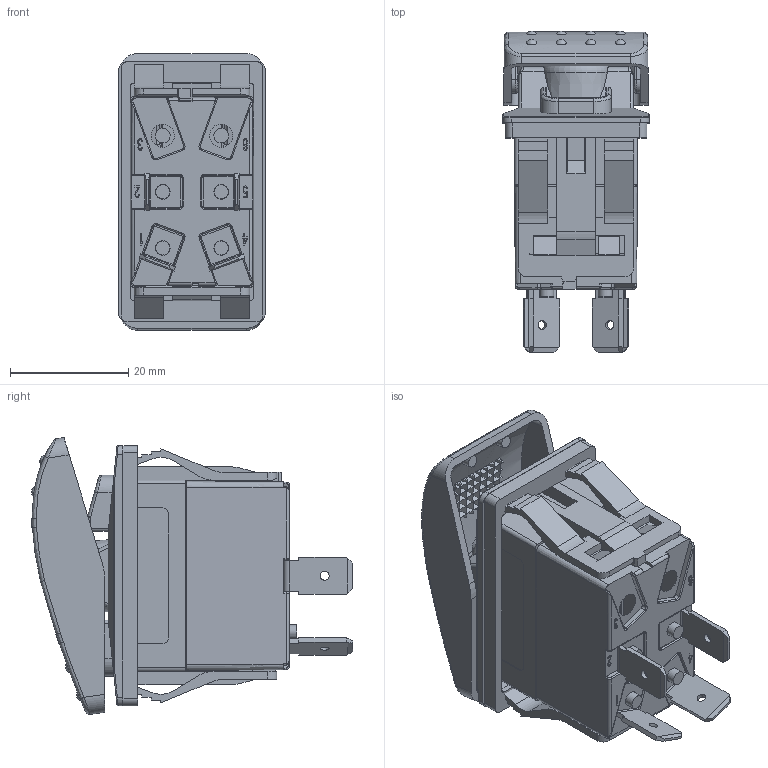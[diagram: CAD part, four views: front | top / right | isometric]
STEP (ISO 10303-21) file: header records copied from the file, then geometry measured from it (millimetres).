
FILE_DESCRIPTION(/* description */ (''),/* implementation_level */ '2;1');
FILE_NAME(/* name */ 'GRB114_3D Model 4 20 21.stp',/* time_stamp */ '2021-04-20T09:20:50-04:00',/* author */ ('dwiltbank'),/* organization */ (''),/* preprocessor_version */ 'ST-DEVELOPER v18.1',/* originating_system */ 'Autodesk Inventor 2020',/* authorisation */ '');
FILE_SCHEMA (('AUTOMOTIVE_DESIGN { 1 0 10303 214 3 1 1 }'));
Products named in the file (1): GRB114_3D Model_Shrinkwrap_1
Bounding box: 24.8 x 54.27 x 46.78 mm (x, y, z)
Surface area: 13905.6 mm2 (no closed solid volume)
Topology: 0 solids, 16 shells, 936 faces, 3162 edges, 2189 vertices
Faces by surface type: plane 594, cylinder 183, bspline 113, torus 19, sphere 18, cone 9
Full cylindrical faces by diameter (mm): 1.5 x4, 1.7 x2, 2 x5, 2.4 x4, 2.5 x8
Entity records: 46760 total; most frequent: CARTESIAN_POINT 19240, ORIENTED_EDGE 5569, DIRECTION 5028, EDGE_CURVE 3160, VERTEX_POINT 2189, LINE 1984, VECTOR 1984, AXIS2_PLACEMENT_3D 1522
